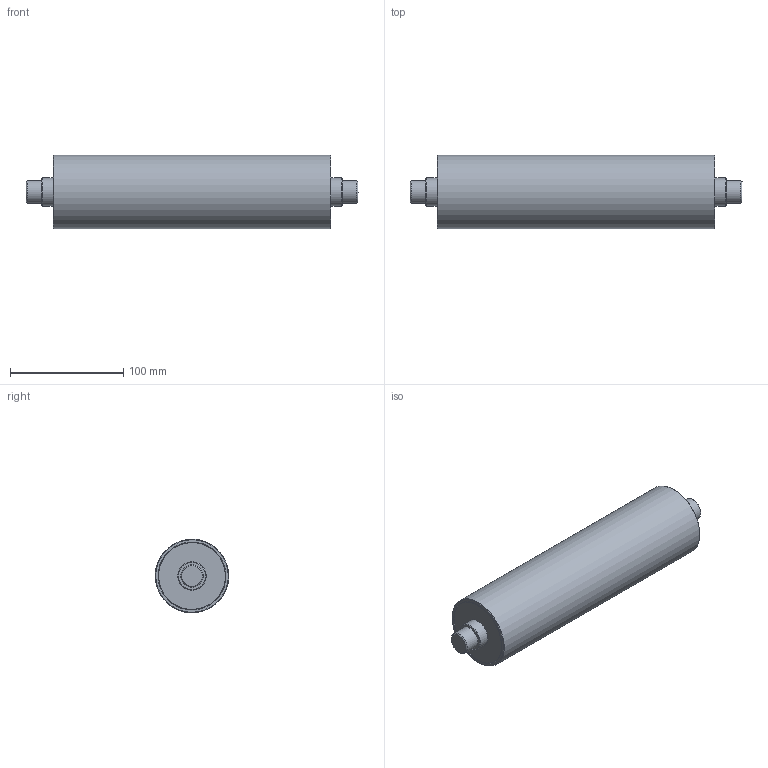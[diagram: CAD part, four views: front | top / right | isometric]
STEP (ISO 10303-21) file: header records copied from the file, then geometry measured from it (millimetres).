
FILE_DESCRIPTION(/* description */ (''),/* implementation_level */ '2;1');
FILE_NAME(/* name */ '906065.stp',/* time_stamp */ '2013-12-12T17:58:51+01:00',/* author */ ('VeronikaF'),/* organization */ (''),/* preprocessor_version */ 'ST-DEVELOPER v15.2',/* originating_system */ 'Autodesk Inventor 2014',/* authorisation */ '');
FILE_SCHEMA (('AUTOMOTIVE_DESIGN { 1 0 10303 214 3 1 1 }'));
Length unit declared in the file: millimetre
Products named in the file (3): 65-čep I; Trubka_d65_001; 906065
Bounding box: 293 x 65 x 65 mm (x, y, z)
Volume: 281882.5 mm3; surface area: 115130.7 mm2
Topology: 3 solids, 3 shells, 30 faces, 46 edges, 28 vertices
Faces by surface type: plane 12, cylinder 10, cone 8
Full cylindrical faces by diameter (mm): 20 x2, 25 x2, 57 x1, 59 x4, 65 x1
Entity records: 498 total; most frequent: DIRECTION 94, CARTESIAN_POINT 67, AXIS2_PLACEMENT_3D 47, EDGE_LOOP 40, ORIENTED_EDGE 40, FACE_BOUND 22, ADVANCED_FACE 21, CIRCLE 20
